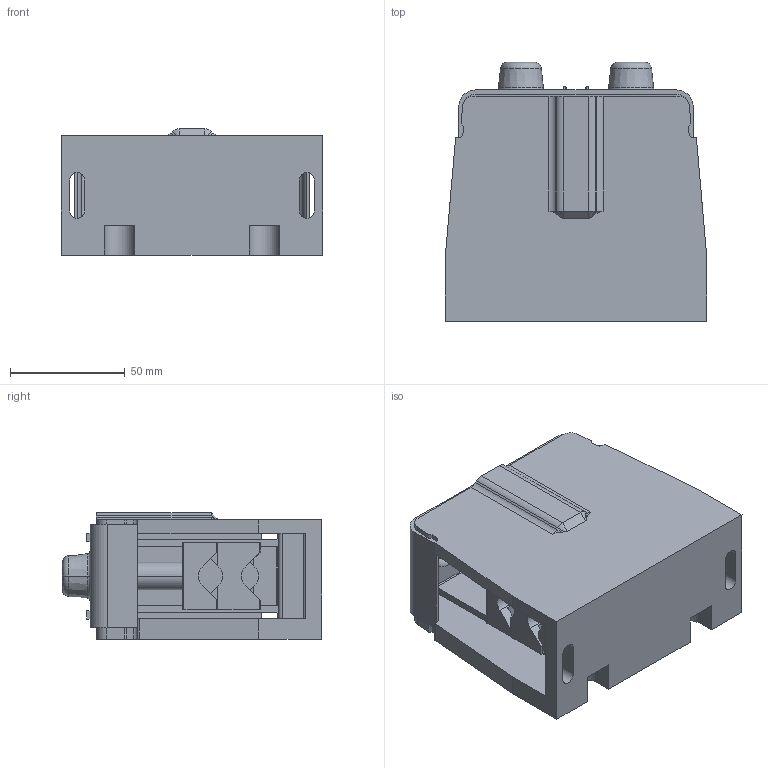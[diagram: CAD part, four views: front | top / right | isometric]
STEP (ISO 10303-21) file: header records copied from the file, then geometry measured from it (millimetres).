
FILE_DESCRIPTION((''),'2;1');
FILE_NAME('240-2_ASM','2024-02-18T',('dell'),(''),'PRO/ENGINEER BY PARAMETRIC TECHNOLOGY CORPORATION, 2013230','PRO/ENGINEER BY PARAMETRIC TECHNOLOGY CORPORATION, 2013230','');
FILE_SCHEMA(('AUTOMOTIVE_DESIGN { 1 0 10303 214 1 1 1 1 }'));
Length unit declared in the file: millimetre
Products named in the file (1): 240-2_ASM
Bounding box: 114 x 112.8 x 55 mm (x, y, z)
Volume: 366974.4 mm3; surface area: 117496.9 mm2
Topology: 2 solids, 2 shells, 597 faces, 1932 edges, 1278 vertices
Faces by surface type: plane 375, cylinder 192, torus 16, cone 14
Entity records: 22933 total; most frequent: CARTESIAN_POINT 4836, ORIENTED_EDGE 3864, DIRECTION 3215, EDGE_CURVE 1932, VECTOR 1465, LINE 1465, VERTEX_POINT 1278, AXIS2_PLACEMENT_3D 875
